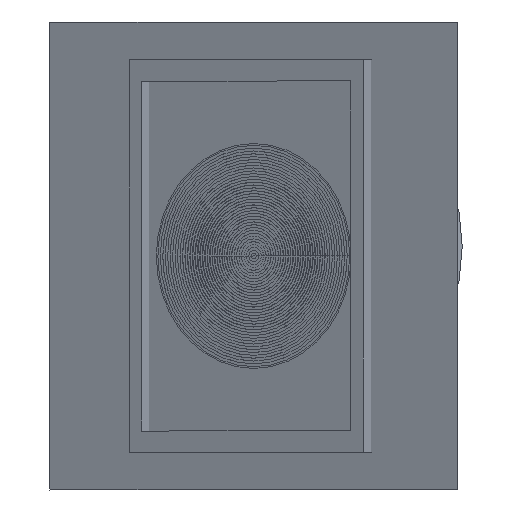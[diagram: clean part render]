
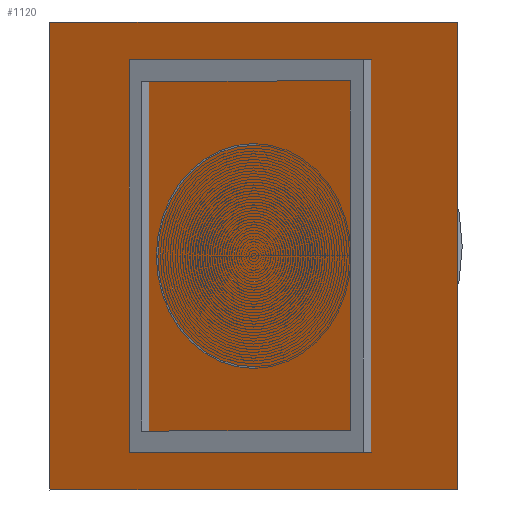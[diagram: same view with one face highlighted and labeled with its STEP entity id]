
A CAD part, top view. The second image highlights one B-rep face of the part: STEP entity #1120.
In plain terms, the highlighted planar face has unit normal (-0.5, 0, 0.866).
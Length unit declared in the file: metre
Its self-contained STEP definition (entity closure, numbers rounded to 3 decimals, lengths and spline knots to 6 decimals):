
#1120=ADVANCED_FACE('',(#1395),#4102,.T.);
#1395=FACE_OUTER_BOUND('',#1715,.T.);
#1715=EDGE_LOOP('',(#2818,#2819,#2820,#2821));
#2818=ORIENTED_EDGE('',*,*,#3381,.T.);
#2819=ORIENTED_EDGE('',*,*,#3382,.T.);
#2820=ORIENTED_EDGE('',*,*,#3383,.T.);
#2821=ORIENTED_EDGE('',*,*,#3384,.T.);
#3381=EDGE_CURVE('',#4002,#4003,#3651,.T.);
#3382=EDGE_CURVE('',#4003,#4004,#3652,.T.);
#3383=EDGE_CURVE('',#4004,#4005,#3653,.T.);
#3384=EDGE_CURVE('',#4005,#4002,#3654,.T.);
#3651=B_SPLINE_CURVE_WITH_KNOTS('',1,(#8234,#8235),.UNSPECIFIED.,.F.,.F.,
(2,2),(-0.616407,0.616554),.UNSPECIFIED.);
#3652=B_SPLINE_CURVE_WITH_KNOTS('',1,(#8236,#8237),.UNSPECIFIED.,.F.,.F.,
(2,2),(-0.612162,0.612015),.UNSPECIFIED.);
#3653=B_SPLINE_CURVE_WITH_KNOTS('',1,(#8238,#8239),.UNSPECIFIED.,.F.,.F.,
(2,2),(-0.616554,0.616407),.UNSPECIFIED.);
#3654=B_SPLINE_CURVE_WITH_KNOTS('',1,(#8240,#8241),.UNSPECIFIED.,.F.,.F.,
(2,2),(-0.612015,0.612162),.UNSPECIFIED.);
#4002=VERTEX_POINT('',#8230);
#4003=VERTEX_POINT('',#8231);
#4004=VERTEX_POINT('',#8232);
#4005=VERTEX_POINT('',#8233);
#4102=PLANE('',#4748);
#4748=AXIS2_PLACEMENT_3D('',#8229,#5497,$);
#5497=DIRECTION('',(-0.5,0.,0.866));
#8229=CARTESIAN_POINT('',(-0.579592,1.47134,0.469379));
#8230=CARTESIAN_POINT('',(-0.579592,1.47134,0.469379));
#8231=CARTESIAN_POINT('',(0.488184,1.47134,1.085859));
#8232=CARTESIAN_POINT('',(0.488184,2.695517,1.085859));
#8233=CARTESIAN_POINT('',(-0.579592,2.695517,0.469379));
#8234=CARTESIAN_POINT('',(-0.579592,1.47134,0.469379));
#8235=CARTESIAN_POINT('',(0.488184,1.47134,1.085859));
#8236=CARTESIAN_POINT('',(0.488184,1.47134,1.085859));
#8237=CARTESIAN_POINT('',(0.488184,2.695517,1.085859));
#8238=CARTESIAN_POINT('',(0.488184,2.695517,1.085859));
#8239=CARTESIAN_POINT('',(-0.579592,2.695517,0.469379));
#8240=CARTESIAN_POINT('',(-0.579592,2.695517,0.469379));
#8241=CARTESIAN_POINT('',(-0.579592,1.47134,0.469379));
